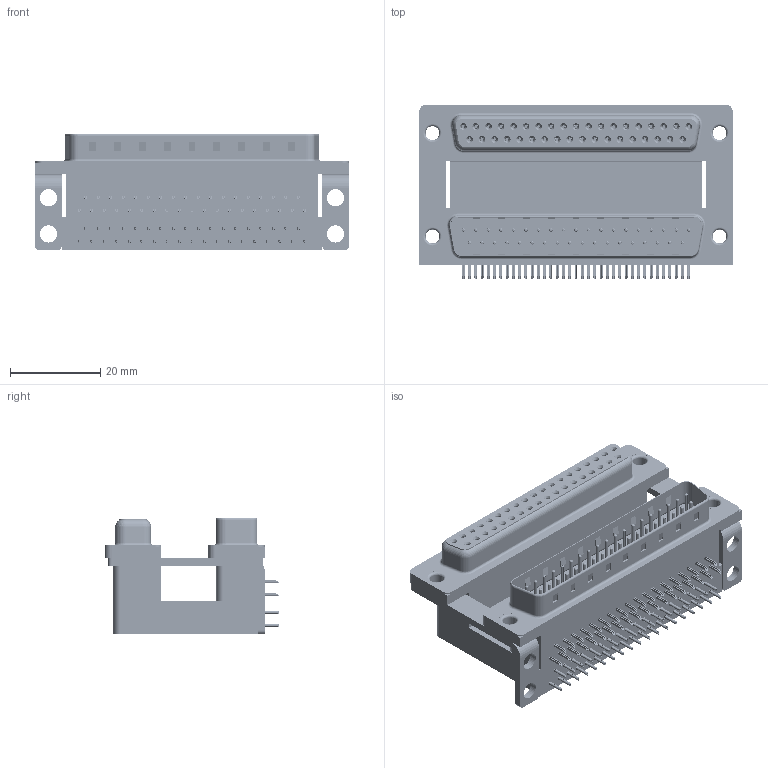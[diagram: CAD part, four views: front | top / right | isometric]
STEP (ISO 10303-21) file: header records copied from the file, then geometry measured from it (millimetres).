
FILE_DESCRIPTION (( 'STEP AP203' ), '1' );
FILE_NAME ('664-037-364-000.STEP', '2022-06-20T19:36:05', ( '' ), ( '' ), 'SwSTEP 2.0', 'SolidWorks 2020', '' );
FILE_SCHEMA (( 'CONFIG_CONTROL_DESIGN' ));
Length unit declared in the file: millimetre
Products named in the file (12): 664 Contact Top Upper_H; 664 Housing Upper_37 Contacts H; 664 Contact Bottom Upper_H; 664 Thru Hole Rivet; 664 Housing Spacer_37 Contacts H; 664 Mounting Bracket_NoneH; 664 Shell Plug_37 Contacts; 664 Contact Bottom Lower; 664 Housing Lower_37 Contacts; 664 Shell Receptacle_37 Contacts; 664 Contact Top Lower; 664-037-364-000
Assembly tree (85 placements, depth 2):
  664-037-364-000
    664 Housing Lower_37 Contacts
    664 Housing Spacer_37 Contacts H
    664 Housing Upper_37 Contacts H
    664 Shell Plug_37 Contacts
    664 Shell Receptacle_37 Contacts
    664 Contact Bottom Lower  x18
    664 Contact Top Lower  x19
    664 Contact Bottom Upper_H  x18
    664 Contact Top Upper_H  x19
    664 Mounting Bracket_NoneH  x2
    664 Thru Hole Rivet  x4
Bounding box: 69.32 x 38.59 x 25.6 mm (x, y, z)
Volume: 32635.6 mm3; surface area: 33992.2 mm2
Topology: 85 solids, 85 shells, 8861 faces, 22793 edges, 14221 vertices
Faces by surface type: plane 4741, cylinder 2141, bspline 1260, cone 444, torus 275
Entity records: 65159 total; most frequent: CARTESIAN_POINT 13857, ORIENTED_EDGE 9902, DIRECTION 9588, EDGE_CURVE 4951, VECTOR 3770, LINE 3770, VERTEX_POINT 3193, AXIS2_PLACEMENT_3D 2909
